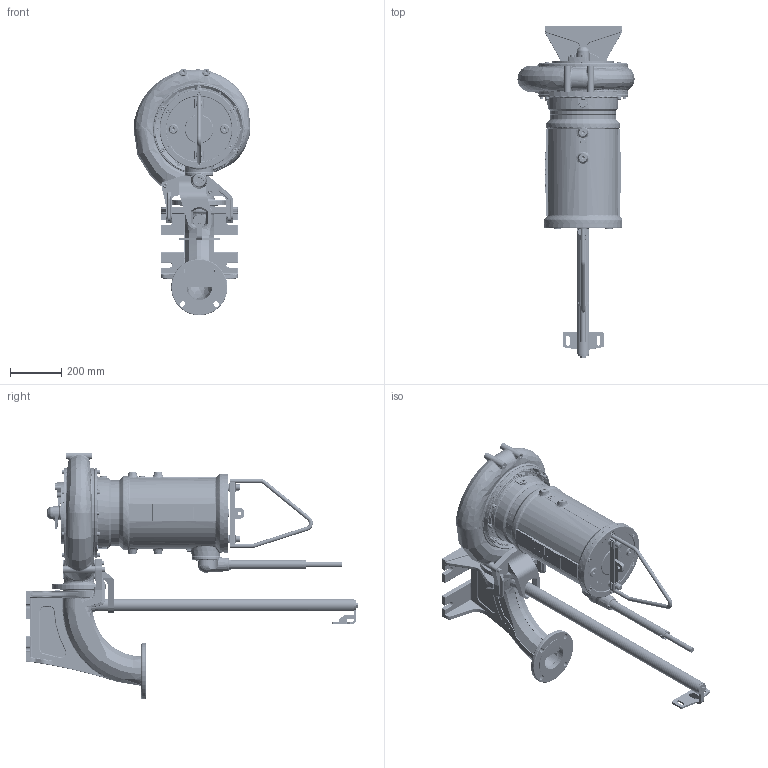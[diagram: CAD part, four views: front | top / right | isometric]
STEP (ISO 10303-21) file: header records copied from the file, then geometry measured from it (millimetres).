
FILE_DESCRIPTION(/* description */ ('DG-I-105 ms.160'),/* implementation_level */ '2;1');
FILE_NAME(/* name */ 'DG-I-105-18,5kW-1500rpm.stp',/* time_stamp */ '2016-06-22T09:45:10+02:00',/* author */ ('mgu'),/* organization */ (''),/* preprocessor_version */ 'ST-DEVELOPER v15.2',/* originating_system */ 'Autodesk Inventor 2014',/* authorisation */ '');
FILE_SCHEMA (('AUTOMOTIVE_DESIGN { 1 0 10303 214 3 1 1 }'));
Length unit declared in the file: millimetre
Products named in the file (1): DG-I-105-18,5kW-1500rpm
Bounding box: 456.82 x 1296.02 x 963.48 mm (x, y, z)
Volume: 23474176.4 mm3; surface area: 4067951.6 mm2
Topology: 7 solids, 111 shells, 5978 faces, 15809 edges, 10106 vertices
Faces by surface type: plane 3229, cylinder 999, bspline 870, cone 426, torus 421, sphere 33
Full cylindrical faces by diameter (mm): 2.5 x4, 3.75 x1, 4 x2, 4.134 x1, 4.917 x4, 5 x1, 5.5 x1, 6 x4, 6.5 x1, 6.6 x1, 6.647 x6, 7 x4, 7.2 x1, 8 x2, 8.2 x1, 8.376 x39, 8.5 x3, 9 x2, 10 x31, 10.106 x19, 10.5 x2, 11 x38, 11.053 x3, 12 x6, 12.5 x3, 13 x6, 13.835 x1, 14 x1, 14.5 x1, 15 x1
Entity records: 219157 total; most frequent: CARTESIAN_POINT 76889, ORIENTED_EDGE 29016, DIRECTION 25322, EDGE_CURVE 14498, VERTEX_POINT 9708, LINE 8670, VECTOR 8670, AXIS2_PLACEMENT_3D 8326
